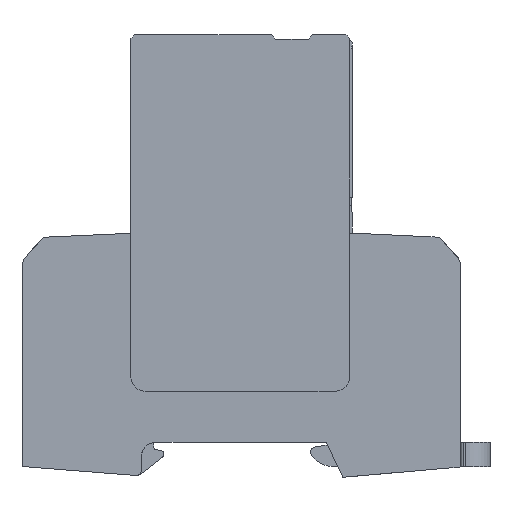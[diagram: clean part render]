
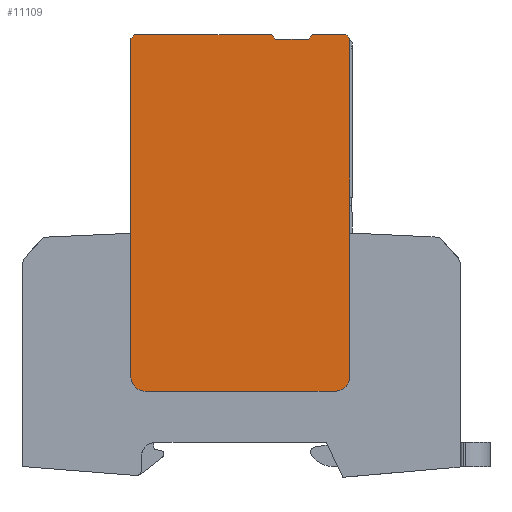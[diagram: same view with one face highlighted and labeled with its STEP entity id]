
A CAD part, left-side view. The second image highlights one B-rep face of the part: STEP entity #11109.
In plain terms, the highlighted planar face has unit normal (-1, 0, 0).
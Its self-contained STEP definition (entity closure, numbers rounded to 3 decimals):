
#10956=AXIS2_PLACEMENT_3D('Plane Axis2P3D',#10953,#10954,#10955) ;
#10953=CARTESIAN_POINT('Axis2P3D Location',(0.,72.86,17.703)) ;
#10959=CARTESIAN_POINT('Control Point',(0.,73.86,53.28)) ;
#10960=CARTESIAN_POINT('Control Point',(0.,73.86,46.765)) ;
#10961=CARTESIAN_POINT('Control Point',(0.,73.86,40.249)) ;
#10962=CARTESIAN_POINT('Control Point',(0.,73.86,33.734)) ;
#10963=CARTESIAN_POINT('Control Point',(0.,73.86,27.218)) ;
#10964=CARTESIAN_POINT('Control Point',(0.,73.86,20.703)) ;
#10965=CARTESIAN_POINT('Vertex',(0.,73.86,53.28)) ;
#10967=CARTESIAN_POINT('Vertex',(0.,73.86,20.703)) ;
#10971=CARTESIAN_POINT('Control Point',(0.,73.86,20.703)) ;
#10972=CARTESIAN_POINT('Control Point',(0.,73.86,19.76)) ;
#10973=CARTESIAN_POINT('Control Point',(0.,73.491,18.817)) ;
#10974=CARTESIAN_POINT('Control Point',(0.,72.746,18.072)) ;
#10975=CARTESIAN_POINT('Control Point',(0.,71.803,17.703)) ;
#10976=CARTESIAN_POINT('Control Point',(0.,70.86,17.703)) ;
#10977=CARTESIAN_POINT('Vertex',(0.,70.86,17.703)) ;
#10981=CARTESIAN_POINT('Control Point',(0.,70.86,17.703)) ;
#10982=CARTESIAN_POINT('Control Point',(0.,63.06,17.703)) ;
#10983=CARTESIAN_POINT('Control Point',(0.,55.26,17.703)) ;
#10984=CARTESIAN_POINT('Control Point',(0.,47.46,17.703)) ;
#10985=CARTESIAN_POINT('Control Point',(0.,39.66,17.703)) ;
#10986=CARTESIAN_POINT('Control Point',(0.,31.86,17.703)) ;
#10987=CARTESIAN_POINT('Vertex',(0.,31.86,17.703)) ;
#10991=CARTESIAN_POINT('Control Point',(0.,31.86,17.703)) ;
#10992=CARTESIAN_POINT('Control Point',(0.,30.918,17.703)) ;
#10993=CARTESIAN_POINT('Control Point',(0.,29.975,18.072)) ;
#10994=CARTESIAN_POINT('Control Point',(0.,29.229,18.817)) ;
#10995=CARTESIAN_POINT('Control Point',(0.,28.86,19.76)) ;
#10996=CARTESIAN_POINT('Control Point',(0.,28.86,20.703)) ;
#10997=CARTESIAN_POINT('Vertex',(0.,28.86,20.703)) ;
#11001=CARTESIAN_POINT('Control Point',(0.,28.86,20.703)) ;
#11002=CARTESIAN_POINT('Control Point',(0.,28.86,27.218)) ;
#11003=CARTESIAN_POINT('Control Point',(0.,28.86,33.734)) ;
#11004=CARTESIAN_POINT('Control Point',(0.,28.86,40.249)) ;
#11005=CARTESIAN_POINT('Control Point',(0.,28.86,46.765)) ;
#11006=CARTESIAN_POINT('Control Point',(0.,28.86,53.28)) ;
#11007=CARTESIAN_POINT('Vertex',(0.,28.86,53.28)) ;
#11011=CARTESIAN_POINT('Control Point',(0.,28.86,53.28)) ;
#11012=CARTESIAN_POINT('Control Point',(0.,28.86,59.144)) ;
#11013=CARTESIAN_POINT('Control Point',(0.,28.86,65.008)) ;
#11014=CARTESIAN_POINT('Control Point',(0.,28.86,70.872)) ;
#11015=CARTESIAN_POINT('Control Point',(0.,28.86,76.736)) ;
#11016=CARTESIAN_POINT('Control Point',(0.,28.86,82.6)) ;
#11017=CARTESIAN_POINT('Vertex',(0.,28.86,82.6)) ;
#11020=CARTESIAN_POINT('Line Origine',(0.,28.86,86.425)) ;
#11024=CARTESIAN_POINT('Vertex',(0.,28.86,90.25)) ;
#11027=CARTESIAN_POINT('Line Origine',(0.,29.235,90.625)) ;
#11031=CARTESIAN_POINT('Vertex',(0.,29.61,91.)) ;
#11034=CARTESIAN_POINT('Line Origine',(0.,33.035,91.)) ;
#11038=CARTESIAN_POINT('Vertex',(0.,36.46,91.)) ;
#11041=CARTESIAN_POINT('Line Origine',(0.,36.91,90.55)) ;
#11045=CARTESIAN_POINT('Vertex',(0.,37.36,90.1)) ;
#11048=CARTESIAN_POINT('Line Origine',(0.,40.71,90.1)) ;
#11052=CARTESIAN_POINT('Vertex',(0.,44.06,90.1)) ;
#11055=CARTESIAN_POINT('Line Origine',(0.,44.51,90.55)) ;
#11059=CARTESIAN_POINT('Vertex',(0.,44.96,91.)) ;
#11062=CARTESIAN_POINT('Line Origine',(0.,59.035,91.)) ;
#11066=CARTESIAN_POINT('Vertex',(0.,73.11,91.)) ;
#11069=CARTESIAN_POINT('Line Origine',(0.,73.485,90.625)) ;
#11073=CARTESIAN_POINT('Vertex',(0.,73.86,90.25)) ;
#11076=CARTESIAN_POINT('Line Origine',(0.,73.86,86.425)) ;
#11080=CARTESIAN_POINT('Vertex',(0.,73.86,82.6)) ;
#11084=CARTESIAN_POINT('Control Point',(0.,73.86,82.6)) ;
#11085=CARTESIAN_POINT('Control Point',(0.,73.86,76.736)) ;
#11086=CARTESIAN_POINT('Control Point',(0.,73.86,70.872)) ;
#11087=CARTESIAN_POINT('Control Point',(0.,73.86,65.008)) ;
#11088=CARTESIAN_POINT('Control Point',(0.,73.86,59.144)) ;
#11089=CARTESIAN_POINT('Control Point',(0.,73.86,53.28)) ;
#10954=DIRECTION('Axis2P3D Direction',(-1.,0.,0.)) ;
#10955=DIRECTION('Axis2P3D XDirection',(0.,1.,0.)) ;
#11021=DIRECTION('Vector Direction',(0.,0.,1.)) ;
#11028=DIRECTION('Vector Direction',(0.,0.707,0.707)) ;
#11035=DIRECTION('Vector Direction',(0.,1.,0.)) ;
#11042=DIRECTION('Vector Direction',(0.,0.707,-0.707)) ;
#11049=DIRECTION('Vector Direction',(0.,1.,0.)) ;
#11056=DIRECTION('Vector Direction',(0.,0.707,0.707)) ;
#11063=DIRECTION('Vector Direction',(0.,1.,0.)) ;
#11070=DIRECTION('Vector Direction',(0.,0.707,-0.707)) ;
#11077=DIRECTION('Vector Direction',(0.,0.,1.)) ;
#11022=VECTOR('Line Direction',#11021,1.) ;
#11029=VECTOR('Line Direction',#11028,1.) ;
#11036=VECTOR('Line Direction',#11035,1.) ;
#11043=VECTOR('Line Direction',#11042,1.) ;
#11050=VECTOR('Line Direction',#11049,1.) ;
#11057=VECTOR('Line Direction',#11056,1.) ;
#11064=VECTOR('Line Direction',#11063,1.) ;
#11071=VECTOR('Line Direction',#11070,1.) ;
#11078=VECTOR('Line Direction',#11077,1.) ;
#11092=ORIENTED_EDGE('',*,*,#10969,.T.) ;
#11093=ORIENTED_EDGE('',*,*,#10979,.T.) ;
#11094=ORIENTED_EDGE('',*,*,#10989,.T.) ;
#11095=ORIENTED_EDGE('',*,*,#10999,.T.) ;
#11096=ORIENTED_EDGE('',*,*,#11009,.T.) ;
#11097=ORIENTED_EDGE('',*,*,#11019,.T.) ;
#11098=ORIENTED_EDGE('',*,*,#11026,.T.) ;
#11099=ORIENTED_EDGE('',*,*,#11033,.T.) ;
#11100=ORIENTED_EDGE('',*,*,#11040,.T.) ;
#11101=ORIENTED_EDGE('',*,*,#11047,.T.) ;
#11102=ORIENTED_EDGE('',*,*,#11054,.T.) ;
#11103=ORIENTED_EDGE('',*,*,#11061,.T.) ;
#11104=ORIENTED_EDGE('',*,*,#11068,.T.) ;
#11105=ORIENTED_EDGE('',*,*,#11075,.T.) ;
#11106=ORIENTED_EDGE('',*,*,#11082,.F.) ;
#11107=ORIENTED_EDGE('',*,*,#11090,.T.) ;
#11109=ADVANCED_FACE('ABLEITER_1',(#11108),#10957,.T.) ;
#10958=B_SPLINE_CURVE_WITH_KNOTS('',5,(#10959,#10960,#10961,#10962,#10963,#10964),.UNSPECIFIED.,.F.,.U.,(6,6),(21.373,53.95),.UNSPECIFIED.) ;
#10970=B_SPLINE_CURVE_WITH_KNOTS('',5,(#10971,#10972,#10973,#10974,#10975,#10976),.UNSPECIFIED.,.F.,.U.,(6,6),(0.,4.965),.UNSPECIFIED.) ;
#10980=B_SPLINE_CURVE_WITH_KNOTS('',5,(#10981,#10982,#10983,#10984,#10985,#10986),.UNSPECIFIED.,.F.,.U.,(6,6),(0.,39.),.UNSPECIFIED.) ;
#10990=B_SPLINE_CURVE_WITH_KNOTS('',5,(#10991,#10992,#10993,#10994,#10995,#10996),.UNSPECIFIED.,.F.,.U.,(6,6),(0.,4.965),.UNSPECIFIED.) ;
#11000=B_SPLINE_CURVE_WITH_KNOTS('',5,(#11001,#11002,#11003,#11004,#11005,#11006),.UNSPECIFIED.,.F.,.U.,(6,6),(0.,32.577),.UNSPECIFIED.) ;
#11010=B_SPLINE_CURVE_WITH_KNOTS('',5,(#11011,#11012,#11013,#11014,#11015,#11016),.UNSPECIFIED.,.F.,.U.,(6,6),(23.981,53.3),.UNSPECIFIED.) ;
#11083=B_SPLINE_CURVE_WITH_KNOTS('',5,(#11084,#11085,#11086,#11087,#11088,#11089),.UNSPECIFIED.,.F.,.U.,(6,6),(0.65,29.969),.UNSPECIFIED.) ;
#10969=EDGE_CURVE('',#10966,#10968,#10958,.T.) ;
#10979=EDGE_CURVE('',#10968,#10978,#10970,.T.) ;
#10989=EDGE_CURVE('',#10978,#10988,#10980,.T.) ;
#10999=EDGE_CURVE('',#10988,#10998,#10990,.T.) ;
#11009=EDGE_CURVE('',#10998,#11008,#11000,.T.) ;
#11019=EDGE_CURVE('',#11008,#11018,#11010,.T.) ;
#11026=EDGE_CURVE('',#11018,#11025,#11023,.T.) ;
#11033=EDGE_CURVE('',#11025,#11032,#11030,.T.) ;
#11040=EDGE_CURVE('',#11032,#11039,#11037,.T.) ;
#11047=EDGE_CURVE('',#11039,#11046,#11044,.T.) ;
#11054=EDGE_CURVE('',#11046,#11053,#11051,.T.) ;
#11061=EDGE_CURVE('',#11053,#11060,#11058,.T.) ;
#11068=EDGE_CURVE('',#11060,#11067,#11065,.T.) ;
#11075=EDGE_CURVE('',#11067,#11074,#11072,.T.) ;
#11082=EDGE_CURVE('',#11081,#11074,#11079,.T.) ;
#11090=EDGE_CURVE('',#11081,#10966,#11083,.T.) ;
#11091=EDGE_LOOP('',(#11092,#11093,#11094,#11095,#11096,#11097,#11098,#11099,#11100,#11101,#11102,#11103,#11104,#11105,#11106,#11107)) ;
#11108=FACE_OUTER_BOUND('',#11091,.T.) ;
#11023=LINE('Line',#11020,#11022) ;
#11030=LINE('Line',#11027,#11029) ;
#11037=LINE('Line',#11034,#11036) ;
#11044=LINE('Line',#11041,#11043) ;
#11051=LINE('Line',#11048,#11050) ;
#11058=LINE('Line',#11055,#11057) ;
#11065=LINE('Line',#11062,#11064) ;
#11072=LINE('Line',#11069,#11071) ;
#11079=LINE('Line',#11076,#11078) ;
#10957=PLANE('',#10956) ;
#10966=VERTEX_POINT('',#10965) ;
#10968=VERTEX_POINT('',#10967) ;
#10978=VERTEX_POINT('',#10977) ;
#10988=VERTEX_POINT('',#10987) ;
#10998=VERTEX_POINT('',#10997) ;
#11008=VERTEX_POINT('',#11007) ;
#11018=VERTEX_POINT('',#11017) ;
#11025=VERTEX_POINT('',#11024) ;
#11032=VERTEX_POINT('',#11031) ;
#11039=VERTEX_POINT('',#11038) ;
#11046=VERTEX_POINT('',#11045) ;
#11053=VERTEX_POINT('',#11052) ;
#11060=VERTEX_POINT('',#11059) ;
#11067=VERTEX_POINT('',#11066) ;
#11074=VERTEX_POINT('',#11073) ;
#11081=VERTEX_POINT('',#11080) ;
